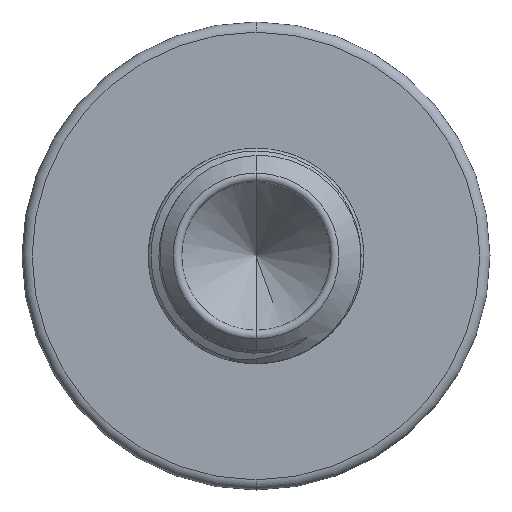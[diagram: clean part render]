
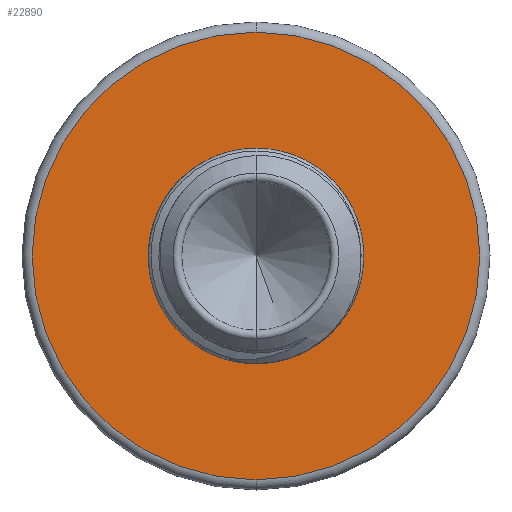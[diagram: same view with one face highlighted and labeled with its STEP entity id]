
A CAD part, front view. The second image highlights one B-rep face of the part: STEP entity #22890.
In plain terms, the highlighted planar face has unit normal (0, -1, 0).
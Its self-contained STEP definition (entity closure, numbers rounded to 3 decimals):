
#103 = TOROIDAL_SURFACE('',#104,7.163,1.);
#104 = AXIS2_PLACEMENT_3D('',#105,#106,#107);
#105 = CARTESIAN_POINT('',(0.,94.454,0.));
#106 = DIRECTION('',(0.,-1.,0.));
#107 = DIRECTION('',(0.,0.,-1.));
#183 = TOROIDAL_SURFACE('',#184,7.163,1.);
#184 = AXIS2_PLACEMENT_3D('',#185,#186,#187);
#185 = CARTESIAN_POINT('',(0.,94.454,0.));
#186 = DIRECTION('',(0.,-1.,0.));
#187 = DIRECTION('',(0.,0.,-1.));
#6440 = VERTEX_POINT('',#6441);
#6441 = CARTESIAN_POINT('',(0.,95.454,-7.163));
#6463 = EDGE_CURVE('',#6440,#6464,#6466,.T.);
#6464 = VERTEX_POINT('',#6465);
#6465 = CARTESIAN_POINT('',(0.,95.454,
    7.163));
#6466 = SURFACE_CURVE('',#6467,(#6472,#6479),.PCURVE_S1.);
#6467 = CIRCLE('',#6468,7.163);
#6468 = AXIS2_PLACEMENT_3D('',#6469,#6470,#6471);
#6469 = CARTESIAN_POINT('',(0.,95.454,0.));
#6470 = DIRECTION('',(0.,1.,0.));
#6471 = DIRECTION('',(0.,0.,-1.));
#6472 = PCURVE('',#183,#6473);
#6473 = DEFINITIONAL_REPRESENTATION('',(#6474),#6478);
#6474 = LINE('',#6475,#6476);
#6475 = CARTESIAN_POINT('',(6.283,4.712));
#6476 = VECTOR('',#6477,1.);
#6477 = DIRECTION('',(-1.,0.));
#6478 = ( GEOMETRIC_REPRESENTATION_CONTEXT(2) 
PARAMETRIC_REPRESENTATION_CONTEXT() REPRESENTATION_CONTEXT('2D SPACE',''
  ) );
#6479 = PCURVE('',#6480,#6485);
#6480 = PLANE('',#6481);
#6481 = AXIS2_PLACEMENT_3D('',#6482,#6483,#6484);
#6482 = CARTESIAN_POINT('',(0.,95.454,4.749));
#6483 = DIRECTION('',(0.,-1.,0.));
#6484 = DIRECTION('',(0.,0.,-1.));
#6485 = DEFINITIONAL_REPRESENTATION('',(#6486),#6494);
#6486 = ( BOUNDED_CURVE() B_SPLINE_CURVE(2,(#6487,#6488,#6489,#6490,
#6491,#6492,#6493),.UNSPECIFIED.,.T.,.F.) B_SPLINE_CURVE_WITH_KNOTS((1,2
    ,2,2,2,1),(-2.094,0.,2.094,4.189,
6.283,8.378),.UNSPECIFIED.) CURVE() 
GEOMETRIC_REPRESENTATION_ITEM() RATIONAL_B_SPLINE_CURVE((1.,0.5,1.,0.5,
1.,0.5,1.)) REPRESENTATION_ITEM('') );
#6487 = CARTESIAN_POINT('',(11.912,0.));
#6488 = CARTESIAN_POINT('',(11.912,-12.407));
#6489 = CARTESIAN_POINT('',(1.167,-6.203));
#6490 = CARTESIAN_POINT('',(-9.577,0.));
#6491 = CARTESIAN_POINT('',(1.167,6.203));
#6492 = CARTESIAN_POINT('',(11.912,12.407));
#6493 = CARTESIAN_POINT('',(11.912,0.));
#6494 = ( GEOMETRIC_REPRESENTATION_CONTEXT(2) 
PARAMETRIC_REPRESENTATION_CONTEXT() REPRESENTATION_CONTEXT('2D SPACE',''
  ) );
#6534 = TOROIDAL_SURFACE('',#6535,22.,1.);
#6535 = AXIS2_PLACEMENT_3D('',#6536,#6537,#6538);
#6536 = CARTESIAN_POINT('',(0.,96.454,0.));
#6537 = DIRECTION('',(0.,-1.,0.));
#6538 = DIRECTION('',(0.,0.,-1.));
#6559 = VERTEX_POINT('',#6560);
#6560 = CARTESIAN_POINT('',(0.,95.454,22.));
#6575 = TOROIDAL_SURFACE('',#6576,22.,1.);
#6576 = AXIS2_PLACEMENT_3D('',#6577,#6578,#6579);
#6577 = CARTESIAN_POINT('',(0.,96.454,0.));
#6578 = DIRECTION('',(0.,-1.,0.));
#6579 = DIRECTION('',(0.,0.,-1.));
#6587 = EDGE_CURVE('',#6588,#6559,#6590,.T.);
#6588 = VERTEX_POINT('',#6589);
#6589 = CARTESIAN_POINT('',(0.,95.454,-22.));
#6590 = SURFACE_CURVE('',#6591,(#6596,#6603),.PCURVE_S1.);
#6591 = CIRCLE('',#6592,22.);
#6592 = AXIS2_PLACEMENT_3D('',#6593,#6594,#6595);
#6593 = CARTESIAN_POINT('',(0.,95.454,0.));
#6594 = DIRECTION('',(0.,-1.,0.));
#6595 = DIRECTION('',(0.,0.,-1.));
#6596 = PCURVE('',#6534,#6597);
#6597 = DEFINITIONAL_REPRESENTATION('',(#6598),#6602);
#6598 = LINE('',#6599,#6600);
#6599 = CARTESIAN_POINT('',(0.,1.571));
#6600 = VECTOR('',#6601,1.);
#6601 = DIRECTION('',(1.,0.));
#6602 = ( GEOMETRIC_REPRESENTATION_CONTEXT(2) 
PARAMETRIC_REPRESENTATION_CONTEXT() REPRESENTATION_CONTEXT('2D SPACE',''
  ) );
#6603 = PCURVE('',#6480,#6604);
#6604 = DEFINITIONAL_REPRESENTATION('',(#6605),#6609);
#6605 = CIRCLE('',#6606,22.);
#6606 = AXIS2_PLACEMENT_2D('',#6607,#6608);
#6607 = CARTESIAN_POINT('',(4.749,0.));
#6608 = DIRECTION('',(1.,0.));
#6609 = ( GEOMETRIC_REPRESENTATION_CONTEXT(2) 
PARAMETRIC_REPRESENTATION_CONTEXT() REPRESENTATION_CONTEXT('2D SPACE',''
  ) );
#22890 = ADVANCED_FACE('',(#22891,#22916),#6480,.T.);
#22891 = FACE_BOUND('',#22892,.T.);
#22892 = EDGE_LOOP('',(#22893,#22894));
#22893 = ORIENTED_EDGE('',*,*,#6587,.T.);
#22894 = ORIENTED_EDGE('',*,*,#22895,.T.);
#22895 = EDGE_CURVE('',#6559,#6588,#22896,.T.);
#22896 = SURFACE_CURVE('',#22897,(#22902,#22909),.PCURVE_S1.);
#22897 = CIRCLE('',#22898,22.);
#22898 = AXIS2_PLACEMENT_3D('',#22899,#22900,#22901);
#22899 = CARTESIAN_POINT('',(0.,95.454,0.));
#22900 = DIRECTION('',(0.,-1.,0.));
#22901 = DIRECTION('',(0.,0.,-1.));
#22902 = PCURVE('',#6480,#22903);
#22903 = DEFINITIONAL_REPRESENTATION('',(#22904),#22908);
#22904 = CIRCLE('',#22905,22.);
#22905 = AXIS2_PLACEMENT_2D('',#22906,#22907);
#22906 = CARTESIAN_POINT('',(4.749,0.));
#22907 = DIRECTION('',(1.,0.));
#22908 = ( GEOMETRIC_REPRESENTATION_CONTEXT(2) 
PARAMETRIC_REPRESENTATION_CONTEXT() REPRESENTATION_CONTEXT('2D SPACE',''
  ) );
#22909 = PCURVE('',#6575,#22910);
#22910 = DEFINITIONAL_REPRESENTATION('',(#22911),#22915);
#22911 = LINE('',#22912,#22913);
#22912 = CARTESIAN_POINT('',(0.,1.571));
#22913 = VECTOR('',#22914,1.);
#22914 = DIRECTION('',(1.,0.));
#22915 = ( GEOMETRIC_REPRESENTATION_CONTEXT(2) 
PARAMETRIC_REPRESENTATION_CONTEXT() REPRESENTATION_CONTEXT('2D SPACE',''
  ) );
#22916 = FACE_BOUND('',#22917,.T.);
#22917 = EDGE_LOOP('',(#22918,#22919));
#22918 = ORIENTED_EDGE('',*,*,#6463,.T.);
#22919 = ORIENTED_EDGE('',*,*,#22920,.T.);
#22920 = EDGE_CURVE('',#6464,#6440,#22921,.T.);
#22921 = SURFACE_CURVE('',#22922,(#22927,#22938),.PCURVE_S1.);
#22922 = CIRCLE('',#22923,7.163);
#22923 = AXIS2_PLACEMENT_3D('',#22924,#22925,#22926);
#22924 = CARTESIAN_POINT('',(0.,95.454,0.));
#22925 = DIRECTION('',(0.,1.,0.));
#22926 = DIRECTION('',(0.,0.,-1.));
#22927 = PCURVE('',#6480,#22928);
#22928 = DEFINITIONAL_REPRESENTATION('',(#22929),#22937);
#22929 = ( BOUNDED_CURVE() B_SPLINE_CURVE(2,(#22930,#22931,#22932,#22933
    ,#22934,#22935,#22936),.UNSPECIFIED.,.T.,.F.) 
B_SPLINE_CURVE_WITH_KNOTS((1,2,2,2,2,1),(-2.094,0.,
    2.094,4.189,6.283,8.378),
.UNSPECIFIED.) CURVE() GEOMETRIC_REPRESENTATION_ITEM() 
RATIONAL_B_SPLINE_CURVE((1.,0.5,1.,0.5,1.,0.5,1.)) REPRESENTATION_ITEM(
  '') );
#22930 = CARTESIAN_POINT('',(11.912,0.));
#22931 = CARTESIAN_POINT('',(11.912,-12.407));
#22932 = CARTESIAN_POINT('',(1.167,-6.203));
#22933 = CARTESIAN_POINT('',(-9.577,0.));
#22934 = CARTESIAN_POINT('',(1.167,6.203));
#22935 = CARTESIAN_POINT('',(11.912,12.407));
#22936 = CARTESIAN_POINT('',(11.912,0.));
#22937 = ( GEOMETRIC_REPRESENTATION_CONTEXT(2) 
PARAMETRIC_REPRESENTATION_CONTEXT() REPRESENTATION_CONTEXT('2D SPACE',''
  ) );
#22938 = PCURVE('',#103,#22939);
#22939 = DEFINITIONAL_REPRESENTATION('',(#22940),#22944);
#22940 = LINE('',#22941,#22942);
#22941 = CARTESIAN_POINT('',(6.283,4.712));
#22942 = VECTOR('',#22943,1.);
#22943 = DIRECTION('',(-1.,0.));
#22944 = ( GEOMETRIC_REPRESENTATION_CONTEXT(2) 
PARAMETRIC_REPRESENTATION_CONTEXT() REPRESENTATION_CONTEXT('2D SPACE',''
  ) );
